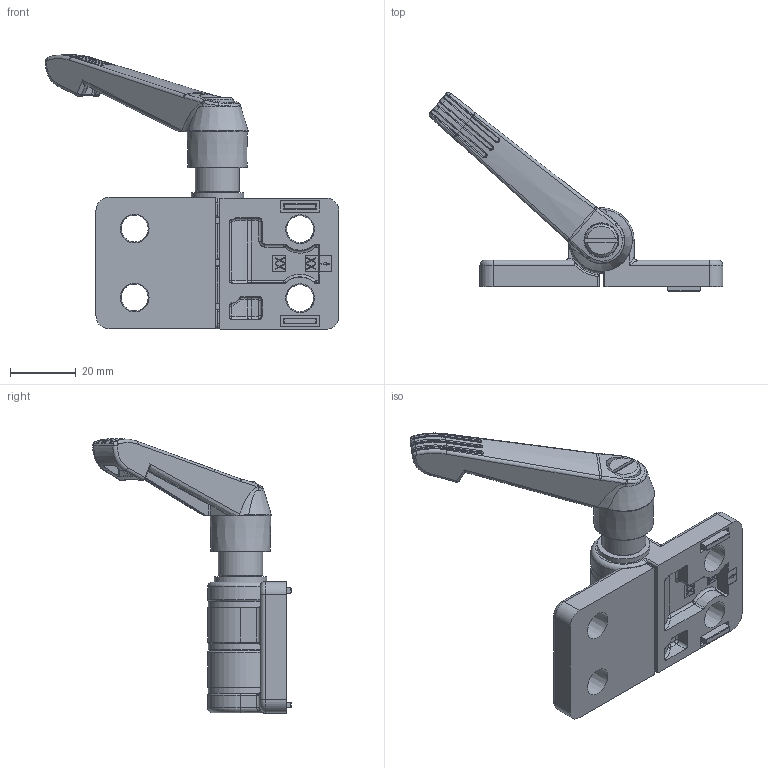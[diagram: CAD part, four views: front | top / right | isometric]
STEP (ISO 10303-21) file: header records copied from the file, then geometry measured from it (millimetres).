
FILE_DESCRIPTION(/* description */ ('KriTec Scharnier 10 45 Zn mit Klemmhebel'),/* implementation_level */ '2;1');
FILE_NAME(/* name */ '81412_KriTec_Scharnier_10_45_Zn_mit_Klemmhebel.stp',/* time_stamp */ '2019-03-08T11:34:04+01:00',/* author */ ('Kuhlemann'),/* organization */ (''),/* preprocessor_version */ 'ST-DEVELOPER v17',/* originating_system */ 'Autodesk Inventor 2018',/* authorisation */ '');
FILE_SCHEMA (('AUTOMOTIVE_DESIGN { 1 0 10303 214 3 1 1 }'));
Products named in the file (9): 81412; Bauteil1; Bauteil2; Bauteil6; Bauteil7; Bauteil8; Bauteil9; Bauteil10; Bauteil4
Assembly tree (10 placements, depth 2):
  81412
    Bauteil1
    Bauteil2
    Bauteil4  x3
    Bauteil6
    Bauteil7
    Bauteil8
    Bauteil9
    Bauteil10
Bounding box: 89.46 x 60.54 x 83.69 mm (x, y, z)
Volume: 39574.9 mm3; surface area: 24282.6 mm2
Topology: 9 solids, 9 shells, 547 faces, 1403 edges, 876 vertices
Faces by surface type: plane 196, bspline 145, cylinder 108, torus 55, cone 37, sphere 6
Full cylindrical faces by diameter (mm): 6 x1, 6.8 x1, 7.9 x3, 8 x1, 8.4 x1, 10 x2, 10.6 x1, 13 x1, 13.5 x1, 14 x1, 16 x1, 19.7 x3
Entity records: 49300 total; most frequent: CARTESIAN_POINT 36841, ORIENTED_EDGE 2728, DIRECTION 2253, EDGE_CURVE 1364, VERTEX_POINT 860, AXIS2_PLACEMENT_3D 846, EDGE_LOOP 582, LINE 561
